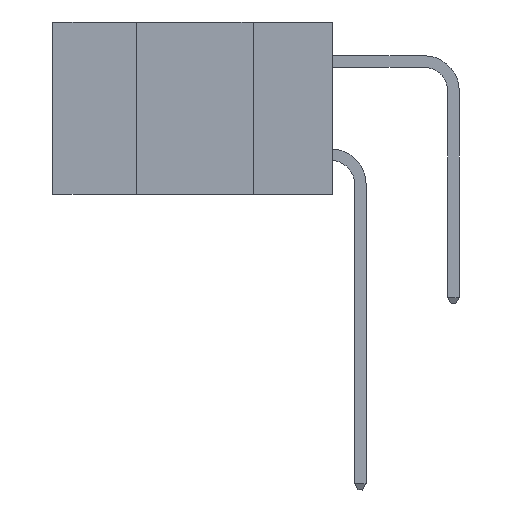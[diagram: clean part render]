
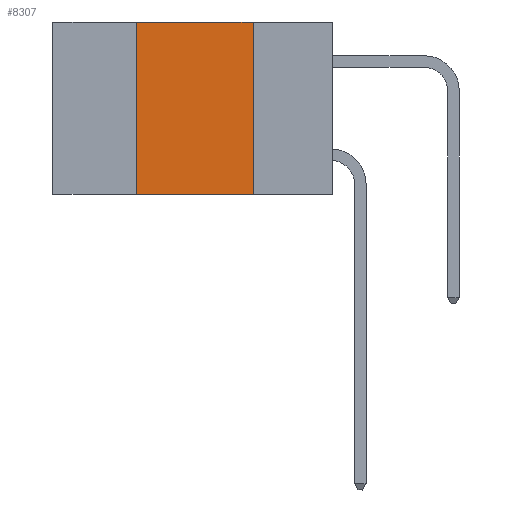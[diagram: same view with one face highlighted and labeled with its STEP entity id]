
A CAD part, left-side view. The second image highlights one B-rep face of the part: STEP entity #8307.
In plain terms, the highlighted planar face has unit normal (-1, 0, 0).
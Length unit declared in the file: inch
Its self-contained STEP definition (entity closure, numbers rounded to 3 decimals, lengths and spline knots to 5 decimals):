
#46 = LINE ( 'NONE', #10300, #12335 ) ;
#754 = PLANE ( 'NONE',  #4139 ) ;
#1417 = VERTEX_POINT ( 'NONE', #12925 ) ;
#1443 = CARTESIAN_POINT ( 'NONE',  ( 0., 0.6, -0.37 ) ) ;
#1522 = LINE ( 'NONE', #7009, #9517 ) ;
#1576 = ORIENTED_EDGE ( 'NONE', *, *, #9200, .T. ) ;
#1975 = VERTEX_POINT ( 'NONE', #13021 ) ;
#2870 = DIRECTION ( 'NONE',  ( 1., 0., 0. ) ) ;
#4036 = VERTEX_POINT ( 'NONE', #13068 ) ;
#4037 = CARTESIAN_POINT ( 'NONE',  ( 0., 0.6, 0. ) ) ;
#4139 = AXIS2_PLACEMENT_3D ( 'NONE', #4037, #2870, #7919 ) ;
#4153 = DIRECTION ( 'NONE',  ( 0., -1., 0. ) ) ;
#4380 = ORIENTED_EDGE ( 'NONE', *, *, #6804, .F. ) ;
#5046 = VECTOR ( 'NONE', #10902, 39.37008 ) ;
#5510 = VECTOR ( 'NONE', #6351, 39.37008 ) ;
#5694 = CARTESIAN_POINT ( 'NONE',  ( 0., 0.17, 0. ) ) ;
#6137 = EDGE_LOOP ( 'NONE', ( #8437, #4380, #8856, #1576 ) ) ;
#6205 = VERTEX_POINT ( 'NONE', #5694 ) ;
#6351 = DIRECTION ( 'NONE',  ( 0., -1., 0. ) ) ;
#6729 = LINE ( 'NONE', #12011, #5046 ) ;
#6804 = EDGE_CURVE ( 'NONE', #1417, #6205, #1522, .T. ) ;
#7009 = CARTESIAN_POINT ( 'NONE',  ( 0., 0.6, 0. ) ) ;
#7919 = DIRECTION ( 'NONE',  ( 0., 0., -1. ) ) ;
#8234 = DIRECTION ( 'NONE',  ( 0., 0., 1. ) ) ;
#8307 = ADVANCED_FACE ( 'NONE', ( #11396 ), #754, .F. ) ;
#8437 = ORIENTED_EDGE ( 'NONE', *, *, #9400, .F. ) ;
#8856 = ORIENTED_EDGE ( 'NONE', *, *, #9819, .F. ) ;
#9200 = EDGE_CURVE ( 'NONE', #4036, #1975, #10581, .T. ) ;
#9400 = EDGE_CURVE ( 'NONE', #6205, #1975, #6729, .T. ) ;
#9517 = VECTOR ( 'NONE', #4153, 39.37008 ) ;
#9819 = EDGE_CURVE ( 'NONE', #4036, #1417, #46, .T. ) ;
#10300 = CARTESIAN_POINT ( 'NONE',  ( 0., 0.42, 0. ) ) ;
#10581 = LINE ( 'NONE', #1443, #5510 ) ;
#10902 = DIRECTION ( 'NONE',  ( 0., 0., -1. ) ) ;
#11396 = FACE_OUTER_BOUND ( 'NONE', #6137, .T. ) ;
#12011 = CARTESIAN_POINT ( 'NONE',  ( 0., 0.17, 0. ) ) ;
#12335 = VECTOR ( 'NONE', #8234, 39.37008 ) ;
#12925 = CARTESIAN_POINT ( 'NONE',  ( 0., 0.42, 0. ) ) ;
#13021 = CARTESIAN_POINT ( 'NONE',  ( 0., 0.17, -0.37 ) ) ;
#13068 = CARTESIAN_POINT ( 'NONE',  ( 0., 0.42, -0.37 ) ) ;
